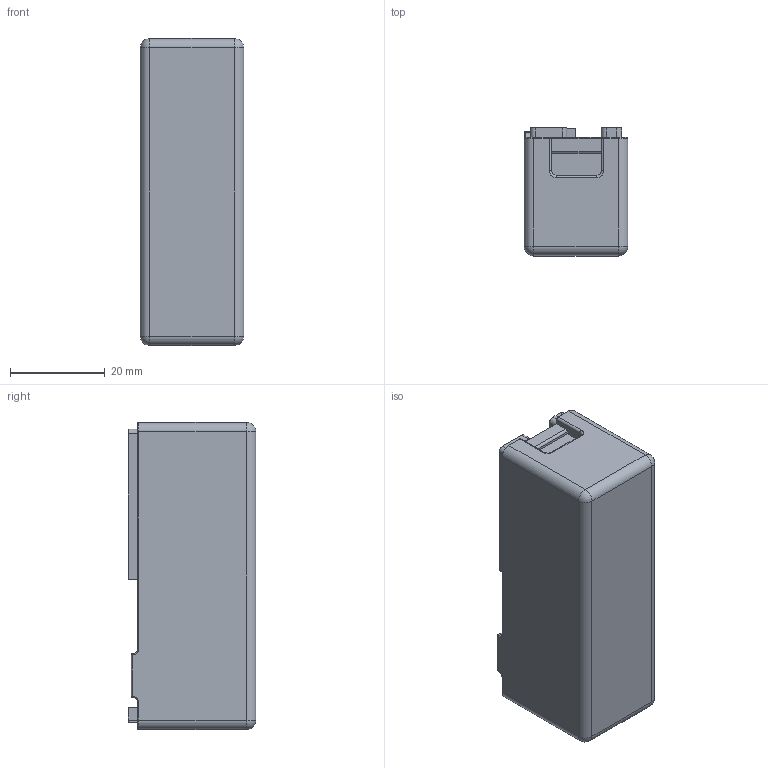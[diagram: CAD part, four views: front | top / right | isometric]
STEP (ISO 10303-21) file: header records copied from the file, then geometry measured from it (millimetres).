
FILE_DESCRIPTION(/* description */ (''),/* implementation_level */ '2;1');
FILE_NAME(/* name */ 'MailBoxGuard_Full_Size_Back_433_868_915 v1.step',/* time_stamp */ '2024-03-01T12:11:14+01:00',/* author */ (''),/* organization */ (''),/* preprocessor_version */ 'ST-DEVELOPER v20',/* originating_system */ 'Autodesk Translation Framework v12.20.1.177',/* authorisation */ '');
FILE_SCHEMA (('AUTOMOTIVE_DESIGN { 1 0 10303 214 3 1 1 }'));
Length unit declared in the file: millimetre
Products named in the file (1): MailBoxGuard_Full_Size_Back_433_868_915
Bounding box: 21.9 x 27 x 64.9 mm (x, y, z)
Volume: 12065 mm3; surface area: 11684.9 mm2
Topology: 1 solids, 1 shells, 121 faces, 289 edges, 176 vertices
Faces by surface type: plane 56, cylinder 47, torus 14, sphere 4
Full cylindrical faces by diameter (mm): 10.1 x2, 15 x2
Entity records: 3499 total; most frequent: DIRECTION 636, CARTESIAN_POINT 587, ORIENTED_EDGE 578, EDGE_CURVE 289, AXIS2_PLACEMENT_3D 225, LINE 186, VECTOR 186, VERTEX_POINT 176
